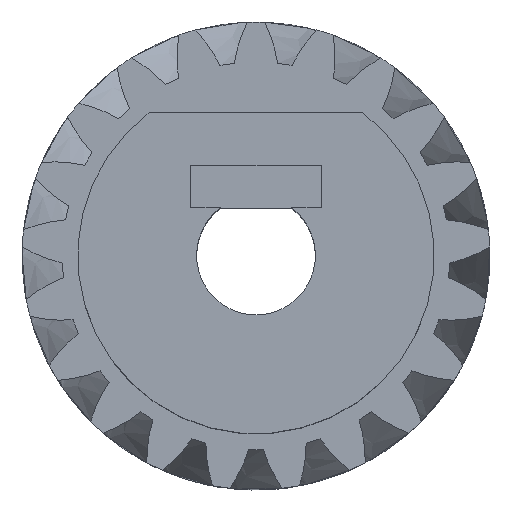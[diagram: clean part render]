
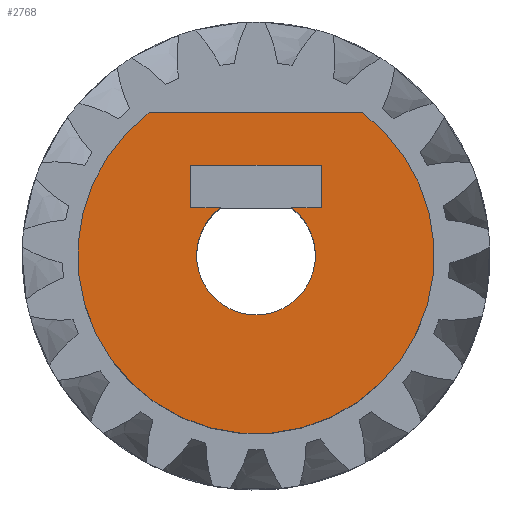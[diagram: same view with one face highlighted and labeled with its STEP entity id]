
A CAD part, top view. The second image highlights one B-rep face of the part: STEP entity #2768.
In plain terms, the highlighted planar face has unit normal (0, 0, 1).
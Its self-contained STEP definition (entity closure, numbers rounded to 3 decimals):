
#329=FACE_BOUND('',#605,.T.);
#339=LINE('',#4590,#367);
#341=LINE('',#4595,#369);
#343=LINE('',#4601,#371);
#348=LINE('',#4610,#376);
#351=LINE('',#4616,#379);
#355=LINE('',#4624,#383);
#357=LINE('',#4627,#385);
#367=VECTOR('',#3088,10.);
#369=VECTOR('',#3092,10.);
#371=VECTOR('',#3098,10.);
#376=VECTOR('',#3105,10.);
#379=VECTOR('',#3110,10.);
#383=VECTOR('',#3118,10.);
#385=VECTOR('',#3122,10.);
#439=FACE_OUTER_BOUND('',#604,.T.);
#604=EDGE_LOOP('',(#2152,#2153,#2154));
#605=EDGE_LOOP('',(#2155,#2156,#2157,#2158,#2159,#2160));
#738=CIRCLE('',#2922,2.5);
#752=CIRCLE('',#2956,7.5);
#1210=VERTEX_POINT('',#3588);
#1211=VERTEX_POINT('',#3590);
#1279=VERTEX_POINT('',#4584);
#1281=VERTEX_POINT('',#4588);
#1282=VERTEX_POINT('',#4592);
#1285=VERTEX_POINT('',#4600);
#1288=VERTEX_POINT('',#4608);
#1290=VERTEX_POINT('',#4614);
#1292=VERTEX_POINT('',#4623);
#1487=EDGE_CURVE('',#1211,#1210,#738,.T.);
#1600=EDGE_CURVE('',#1279,#1281,#339,.T.);
#1602=EDGE_CURVE('',#1281,#1282,#341,.T.);
#1605=EDGE_CURVE('',#1285,#1211,#343,.T.);
#1610=EDGE_CURVE('',#1210,#1288,#348,.T.);
#1613=EDGE_CURVE('',#1288,#1290,#351,.T.);
#1617=EDGE_CURVE('',#1292,#1285,#355,.T.);
#1619=EDGE_CURVE('',#1290,#1292,#357,.T.);
#1621=EDGE_CURVE('',#1282,#1279,#752,.T.);
#2152=ORIENTED_EDGE('',*,*,#1602,.T.);
#2153=ORIENTED_EDGE('',*,*,#1621,.T.);
#2154=ORIENTED_EDGE('',*,*,#1600,.T.);
#2155=ORIENTED_EDGE('',*,*,#1610,.T.);
#2156=ORIENTED_EDGE('',*,*,#1613,.T.);
#2157=ORIENTED_EDGE('',*,*,#1619,.T.);
#2158=ORIENTED_EDGE('',*,*,#1617,.T.);
#2159=ORIENTED_EDGE('',*,*,#1605,.T.);
#2160=ORIENTED_EDGE('',*,*,#1487,.T.);
#2713=PLANE('',#2955);
#2768=ADVANCED_FACE('',(#439,#329),#2713,.T.);
#2922=AXIS2_PLACEMENT_3D('',#3591,#3035,#3036);
#2955=AXIS2_PLACEMENT_3D('',#4630,#3125,#3126);
#2956=AXIS2_PLACEMENT_3D('',#4631,#3127,#3128);
#3035=DIRECTION('center_axis',(0.,0.,-1.));
#3036=DIRECTION('ref_axis',(0.6,-0.8,0.));
#3088=DIRECTION('',(0.,-1.,0.));
#3092=DIRECTION('',(-1.,0.,0.));
#3098=DIRECTION('',(-1.,0.,0.));
#3105=DIRECTION('',(-1.,0.,0.));
#3110=DIRECTION('',(0.,1.,0.));
#3118=DIRECTION('',(0.,-1.,0.));
#3122=DIRECTION('',(1.,0.,0.));
#3125=DIRECTION('center_axis',(0.,0.,1.));
#3126=DIRECTION('ref_axis',(1.,0.,0.));
#3127=DIRECTION('center_axis',(0.,0.,1.));
#3128=DIRECTION('ref_axis',(0.905,0.426,0.));
#3588=CARTESIAN_POINT('',(-1.5,2.,19.5));
#3590=CARTESIAN_POINT('',(1.5,2.,19.5));
#3591=CARTESIAN_POINT('Origin',(0.,0.,19.5));
#4584=CARTESIAN_POINT('',(4.487,6.01,19.5));
#4588=CARTESIAN_POINT('',(4.487,6.,19.5));
#4590=CARTESIAN_POINT('',(4.487,3.,19.5));
#4592=CARTESIAN_POINT('',(-4.5,6.,19.5));
#4595=CARTESIAN_POINT('',(-0.024,6.,19.5));
#4600=CARTESIAN_POINT('',(2.75,2.,19.5));
#4601=CARTESIAN_POINT('',(0.,2.,19.5));
#4608=CARTESIAN_POINT('',(-2.75,2.,19.5));
#4610=CARTESIAN_POINT('',(0.,2.,19.5));
#4614=CARTESIAN_POINT('',(-2.75,3.8,19.5));
#4616=CARTESIAN_POINT('',(-2.75,1.,19.5));
#4623=CARTESIAN_POINT('',(2.75,3.8,19.5));
#4624=CARTESIAN_POINT('',(2.75,1.,19.5));
#4627=CARTESIAN_POINT('',(0.,3.8,19.5));
#4630=CARTESIAN_POINT('Origin',(0.,0.,19.5));
#4631=CARTESIAN_POINT('Origin',(0.,0.,19.5));
